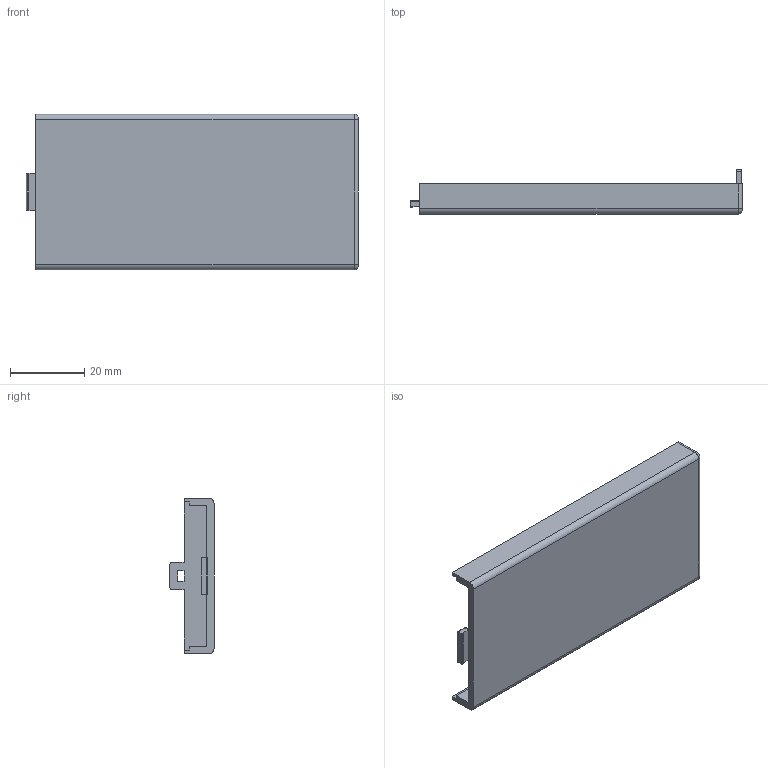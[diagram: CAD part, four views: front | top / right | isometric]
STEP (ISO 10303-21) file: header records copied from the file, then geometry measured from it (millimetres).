
FILE_DESCRIPTION (( 'STEP AP203' ), '1' );
FILE_NAME ('Battery Cover_Default_sldprt.STEP', '2025-10-04T22:42:08', ( '' ), ( '' ), 'SwSTEP 2.0', 'SolidWorks 2023', '' );
FILE_SCHEMA (( 'CONFIG_CONTROL_DESIGN' ));
Length unit declared in the file: millimetre
Products named in the file (1): Battery Cover_Default_sldprt
Bounding box: 89.6 x 11.9 x 42 mm (x, y, z)
Volume: 9532.5 mm3; surface area: 10455 mm2
Topology: 1 solids, 1 shells, 59 faces, 154 edges, 92 vertices
Faces by surface type: plane 27, cylinder 20, torus 6, sphere 4, bspline 2
Entity records: 1867 total; most frequent: CARTESIAN_POINT 348, DIRECTION 310, ORIENTED_EDGE 300, EDGE_CURVE 150, AXIS2_PLACEMENT_3D 106, VECTOR 98, LINE 98, VERTEX_POINT 92
